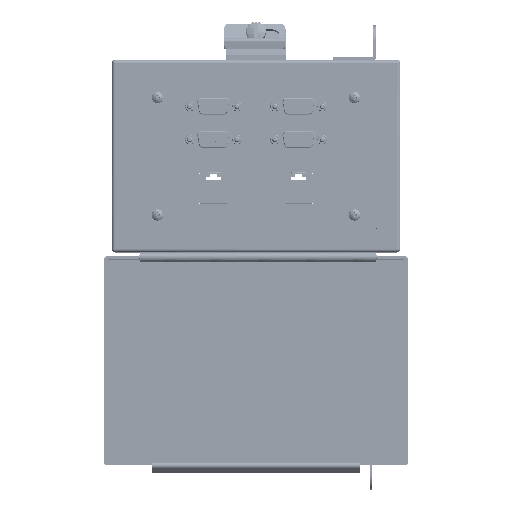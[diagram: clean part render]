
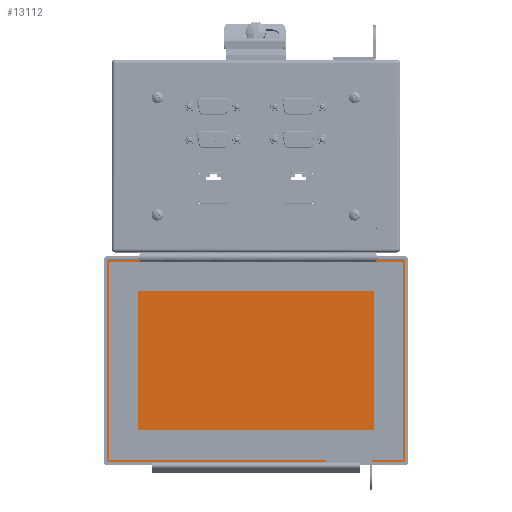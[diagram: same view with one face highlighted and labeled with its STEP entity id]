
A CAD part, top view. The second image highlights one B-rep face of the part: STEP entity #13112.
In plain terms, the highlighted planar face has unit normal (0, 0, 1).
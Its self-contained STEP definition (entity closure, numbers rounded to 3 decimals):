
#1667 = EDGE_CURVE ( 'NONE', #77877, #3940, #105602, .T. ) ;
#2463 = CARTESIAN_POINT ( 'NONE',  ( -78.69, -161.29, 22.479 ) ) ;
#2689 = LINE ( 'NONE', #91540, #108880 ) ;
#3940 = VERTEX_POINT ( 'NONE', #79143 ) ;
#4767 = EDGE_CURVE ( 'NONE', #25035, #104526, #15824, .T. ) ;
#4872 = ORIENTED_EDGE ( 'NONE', *, *, #12421, .T. ) ;
#5474 = DIRECTION ( 'NONE',  ( 1., 0., 0. ) ) ;
#6993 = VECTOR ( 'NONE', #96002, 1000. ) ;
#8710 = VECTOR ( 'NONE', #17086, 1000. ) ;
#9557 = DIRECTION ( 'NONE',  ( 0., 0., 1. ) ) ;
#12421 = EDGE_CURVE ( 'NONE', #104526, #85539, #51680, .T. ) ;
#13112 = ADVANCED_FACE ( 'NONE', ( #27488 ), #36130, .T. ) ;
#14149 = ORIENTED_EDGE ( 'NONE', *, *, #28626, .F. ) ;
#14267 = CARTESIAN_POINT ( 'NONE',  ( 71.025, -54.61, 22.479 ) ) ;
#15824 = CIRCLE ( 'NONE', #47126, 0.317 ) ;
#16311 = CARTESIAN_POINT ( 'NONE',  ( -61.15, -54.61, 22.479 ) ) ;
#17086 = DIRECTION ( 'NONE',  ( 1., 0., 0. ) ) ;
#17245 = CARTESIAN_POINT ( 'NONE',  ( 0., -55.88, 22.479 ) ) ;
#17634 = DIRECTION ( 'NONE',  ( 0., -1., 0. ) ) ;
#17662 = CARTESIAN_POINT ( 'NONE',  ( 78.613, -161.29, 22.479 ) ) ;
#18237 = LINE ( 'NONE', #71322, #8710 ) ;
#19461 = VERTEX_POINT ( 'NONE', #103767 ) ;
#19794 = DIRECTION ( 'NONE',  ( 1., 0., 0. ) ) ;
#22731 = VECTOR ( 'NONE', #61376, 1000. ) ;
#22971 = CARTESIAN_POINT ( 'NONE',  ( 78.373, -161.29, 22.479 ) ) ;
#23501 = EDGE_CURVE ( 'NONE', #3940, #66761, #112456, .T. ) ;
#24027 = CARTESIAN_POINT ( 'NONE',  ( -78.613, -107.95, 22.479 ) ) ;
#24910 = LINE ( 'NONE', #54144, #45513 ) ;
#25035 = VERTEX_POINT ( 'NONE', #77882 ) ;
#25066 = LINE ( 'NONE', #105779, #22731 ) ;
#25813 = VECTOR ( 'NONE', #99848, 1000. ) ;
#25832 = CARTESIAN_POINT ( 'NONE',  ( 59.944, -161.29, 22.479 ) ) ;
#26102 = VECTOR ( 'NONE', #70365, 1000. ) ;
#26150 = LINE ( 'NONE', #88985, #75872 ) ;
#27488 = FACE_OUTER_BOUND ( 'NONE', #44666, .T. ) ;
#27577 = CARTESIAN_POINT ( 'NONE',  ( 37.084, -160.02, 22.479 ) ) ;
#27615 = ORIENTED_EDGE ( 'NONE', *, *, #37861, .T. ) ;
#28428 = VERTEX_POINT ( 'NONE', #16311 ) ;
#28626 = EDGE_CURVE ( 'NONE', #54766, #28824, #81970, .T. ) ;
#28723 = CARTESIAN_POINT ( 'NONE',  ( 63.564, -54.61, 22.479 ) ) ;
#28824 = VERTEX_POINT ( 'NONE', #58700 ) ;
#29320 = CARTESIAN_POINT ( 'NONE',  ( 37.084, -161.29, 22.479 ) ) ;
#31636 = DIRECTION ( 'NONE',  ( -1., 0., 0. ) ) ;
#32520 = EDGE_CURVE ( 'NONE', #59703, #54766, #2689, .T. ) ;
#32790 = ORIENTED_EDGE ( 'NONE', *, *, #4767, .T. ) ;
#34227 = ORIENTED_EDGE ( 'NONE', *, *, #111776, .T. ) ;
#34288 = CARTESIAN_POINT ( 'NONE',  ( -61.15, -107.95, 22.479 ) ) ;
#35353 = DIRECTION ( 'NONE',  ( 0., 1., 0. ) ) ;
#35723 = DIRECTION ( 'NONE',  ( 1., 0., 0. ) ) ;
#36001 = LINE ( 'NONE', #34288, #6993 ) ;
#36130 = PLANE ( 'NONE',  #87628 ) ;
#37246 = EDGE_CURVE ( 'NONE', #19461, #85777, #18237, .T. ) ;
#37861 = EDGE_CURVE ( 'NONE', #58031, #28428, #36001, .T. ) ;
#39562 = DIRECTION ( 'NONE',  ( 0., 0., -1. ) ) ;
#40115 = CARTESIAN_POINT ( 'NONE',  ( -61.15, -55.88, 22.479 ) ) ;
#40276 = DIRECTION ( 'NONE',  ( 0., 0., -1. ) ) ;
#40444 = VECTOR ( 'NONE', #35723, 1000. ) ;
#41394 = CARTESIAN_POINT ( 'NONE',  ( 59.944, -160.02, 22.479 ) ) ;
#42271 = CARTESIAN_POINT ( 'NONE',  ( 37.084, -107.95, 22.479 ) ) ;
#43994 = DIRECTION ( 'NONE',  ( 1., 0., 0. ) ) ;
#44666 = EDGE_LOOP ( 'NONE', ( #72379, #64613, #27615, #91109, #32790, #4872, #59405, #72508, #74539, #58178, #103934, #57281, #56792, #64048, #34227, #14149 ) ) ;
#45513 = VECTOR ( 'NONE', #67619, 1000. ) ;
#47117 = CARTESIAN_POINT ( 'NONE',  ( 78.69, -161.29, 22.479 ) ) ;
#47126 = AXIS2_PLACEMENT_3D ( 'NONE', #93341, #40276, #31636 ) ;
#49972 = AXIS2_PLACEMENT_3D ( 'NONE', #110486, #39562, #5474 ) ;
#51680 = LINE ( 'NONE', #24027, #85721 ) ;
#52437 = EDGE_CURVE ( 'NONE', #85539, #19461, #100061, .T. ) ;
#52550 = EDGE_CURVE ( 'NONE', #59703, #58031, #70353, .T. ) ;
#52631 = LINE ( 'NONE', #42271, #75664 ) ;
#53014 = DIRECTION ( 'NONE',  ( -1., 0., 0. ) ) ;
#54144 = CARTESIAN_POINT ( 'NONE',  ( 59.944, -107.95, 22.479 ) ) ;
#54766 = VERTEX_POINT ( 'NONE', #28723 ) ;
#56357 = DIRECTION ( 'NONE',  ( 0., 1., 0. ) ) ;
#56792 = ORIENTED_EDGE ( 'NONE', *, *, #1667, .T. ) ;
#57281 = ORIENTED_EDGE ( 'NONE', *, *, #103028, .T. ) ;
#58031 = VERTEX_POINT ( 'NONE', #40115 ) ;
#58178 = ORIENTED_EDGE ( 'NONE', *, *, #66664, .T. ) ;
#58700 = CARTESIAN_POINT ( 'NONE',  ( 78.359, -54.61, 22.479 ) ) ;
#59405 = ORIENTED_EDGE ( 'NONE', *, *, #52437, .T. ) ;
#59516 = CARTESIAN_POINT ( 'NONE',  ( -78.613, -160.982, 22.479 ) ) ;
#59703 = VERTEX_POINT ( 'NONE', #106088 ) ;
#60741 = CARTESIAN_POINT ( 'NONE',  ( 78.613, -54.921, 22.479 ) ) ;
#61376 = DIRECTION ( 'NONE',  ( -1., 0., 0. ) ) ;
#62447 = VERTEX_POINT ( 'NONE', #25832 ) ;
#63263 = VECTOR ( 'NONE', #53014, 1000. ) ;
#64048 = ORIENTED_EDGE ( 'NONE', *, *, #23501, .T. ) ;
#64613 = ORIENTED_EDGE ( 'NONE', *, *, #52550, .T. ) ;
#65973 = VERTEX_POINT ( 'NONE', #27577 ) ;
#66664 = EDGE_CURVE ( 'NONE', #65973, #90254, #26150, .T. ) ;
#66761 = VERTEX_POINT ( 'NONE', #60741 ) ;
#67619 = DIRECTION ( 'NONE',  ( 0., -1., 0. ) ) ;
#70353 = LINE ( 'NONE', #17245, #63263 ) ;
#70365 = DIRECTION ( 'NONE',  ( 0., 1., 0. ) ) ;
#71322 = CARTESIAN_POINT ( 'NONE',  ( 0., -161.29, 22.479 ) ) ;
#72376 = EDGE_CURVE ( 'NONE', #28428, #25035, #25066, .T. ) ;
#72379 = ORIENTED_EDGE ( 'NONE', *, *, #32520, .F. ) ;
#72508 = ORIENTED_EDGE ( 'NONE', *, *, #37246, .T. ) ;
#74539 = ORIENTED_EDGE ( 'NONE', *, *, #94769, .T. ) ;
#75389 = DIRECTION ( 'NONE',  ( 0., 0., -1. ) ) ;
#75664 = VECTOR ( 'NONE', #35353, 1000. ) ;
#75872 = VECTOR ( 'NONE', #43994, 1000. ) ;
#77877 = VERTEX_POINT ( 'NONE', #22971 ) ;
#77882 = CARTESIAN_POINT ( 'NONE',  ( -78.359, -54.61, 22.479 ) ) ;
#79143 = CARTESIAN_POINT ( 'NONE',  ( 78.613, -160.982, 22.479 ) ) ;
#79565 = CARTESIAN_POINT ( 'NONE',  ( 0., -161.29, 22.479 ) ) ;
#81970 = LINE ( 'NONE', #14267, #25813 ) ;
#85539 = VERTEX_POINT ( 'NONE', #59516 ) ;
#85614 = EDGE_CURVE ( 'NONE', #90254, #62447, #24910, .T. ) ;
#85721 = VECTOR ( 'NONE', #17634, 1000. ) ;
#85777 = VERTEX_POINT ( 'NONE', #29320 ) ;
#87628 = AXIS2_PLACEMENT_3D ( 'NONE', #17662, #9557, #105363 ) ;
#87651 = CARTESIAN_POINT ( 'NONE',  ( 78.613, -107.95, 22.479 ) ) ;
#88985 = CARTESIAN_POINT ( 'NONE',  ( 0., -160.02, 22.479 ) ) ;
#90254 = VERTEX_POINT ( 'NONE', #41394 ) ;
#90399 = DIRECTION ( 'NONE',  ( 0., 1., 0. ) ) ;
#91109 = ORIENTED_EDGE ( 'NONE', *, *, #72376, .T. ) ;
#91540 = CARTESIAN_POINT ( 'NONE',  ( 63.564, -55.118, 22.479 ) ) ;
#93341 = CARTESIAN_POINT ( 'NONE',  ( -78.676, -54.61, 22.479 ) ) ;
#94769 = EDGE_CURVE ( 'NONE', #85777, #65973, #52631, .T. ) ;
#96002 = DIRECTION ( 'NONE',  ( 0., 1., 0. ) ) ;
#98176 = AXIS2_PLACEMENT_3D ( 'NONE', #47117, #75389, #56357 ) ;
#98496 = CARTESIAN_POINT ( 'NONE',  ( -78.613, -54.921, 22.479 ) ) ;
#98807 = DIRECTION ( 'NONE',  ( 0., 0., -1. ) ) ;
#99711 = CIRCLE ( 'NONE', #49972, 0.317 ) ;
#99848 = DIRECTION ( 'NONE',  ( 1., 0., 0. ) ) ;
#100061 = CIRCLE ( 'NONE', #112981, 0.317 ) ;
#103028 = EDGE_CURVE ( 'NONE', #62447, #77877, #107202, .T. ) ;
#103767 = CARTESIAN_POINT ( 'NONE',  ( -78.373, -161.29, 22.479 ) ) ;
#103934 = ORIENTED_EDGE ( 'NONE', *, *, #85614, .T. ) ;
#104526 = VERTEX_POINT ( 'NONE', #98496 ) ;
#105363 = DIRECTION ( 'NONE',  ( 0., 1., 0. ) ) ;
#105602 = CIRCLE ( 'NONE', #98176, 0.317 ) ;
#105779 = CARTESIAN_POINT ( 'NONE',  ( 0., -54.61, 22.479 ) ) ;
#106088 = CARTESIAN_POINT ( 'NONE',  ( 63.564, -55.88, 22.479 ) ) ;
#107202 = LINE ( 'NONE', #79565, #40444 ) ;
#108880 = VECTOR ( 'NONE', #90399, 1000. ) ;
#110486 = CARTESIAN_POINT ( 'NONE',  ( 78.677, -54.61, 22.479 ) ) ;
#111776 = EDGE_CURVE ( 'NONE', #66761, #28824, #99711, .T. ) ;
#112456 = LINE ( 'NONE', #87651, #26102 ) ;
#112981 = AXIS2_PLACEMENT_3D ( 'NONE', #2463, #98807, #19794 ) ;
